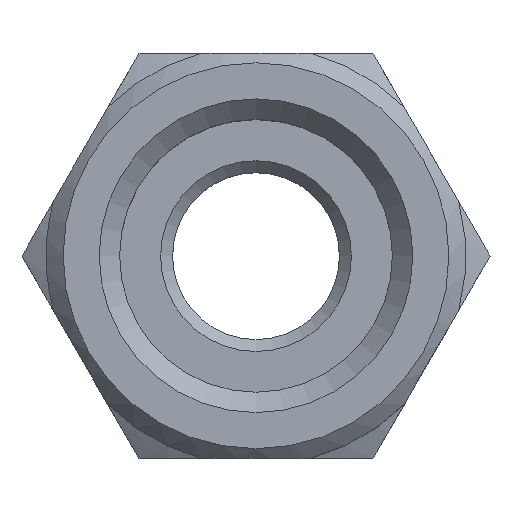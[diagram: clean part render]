
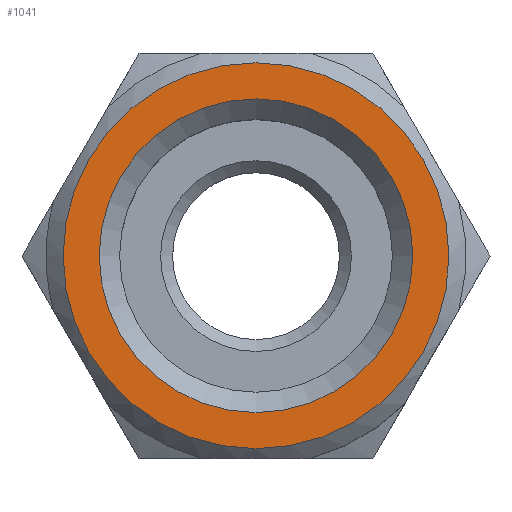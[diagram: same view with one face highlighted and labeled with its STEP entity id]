
A CAD part, top view. The second image highlights one B-rep face of the part: STEP entity #1041.
In plain terms, the highlighted planar face has unit normal (0, 0, 1).
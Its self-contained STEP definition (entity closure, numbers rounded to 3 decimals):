
#125=ORIENTED_EDGE('',*,*,#309,.F.);
#126=ORIENTED_EDGE('',*,*,#310,.T.);
#309=EDGE_CURVE('',#401,#401,#469,.T.);
#310=EDGE_CURVE('',#402,#402,#470,.T.);
#401=VERTEX_POINT('',#1409);
#402=VERTEX_POINT('',#1411);
#469=CIRCLE('',#1100,8.093);
#470=CIRCLE('',#1101,6.579);
#513=EDGE_LOOP('',(#125));
#514=EDGE_LOOP('',(#126));
#591=FACE_BOUND('',#513,.T.);
#592=FACE_BOUND('',#514,.T.);
#668=PLANE('',#1099);
#1041=ADVANCED_FACE('',(#591,#592),#668,.F.);
#1099=AXIS2_PLACEMENT_3D('',#1407,#1199,#1200);
#1100=AXIS2_PLACEMENT_3D('',#1408,#1201,#1202);
#1101=AXIS2_PLACEMENT_3D('',#1410,#1203,#1204);
#1199=DIRECTION('',(0.,0.,-1.));
#1200=DIRECTION('',(-1.,0.,0.));
#1201=DIRECTION('',(0.,0.,-1.));
#1202=DIRECTION('',(-1.,0.,0.));
#1203=DIRECTION('',(0.,0.,-1.));
#1204=DIRECTION('',(-1.,0.,0.));
#1407=CARTESIAN_POINT('',(0.,0.,0.));
#1408=CARTESIAN_POINT('',(0.,0.,0.));
#1409=CARTESIAN_POINT('',(-8.093,0.,0.));
#1410=CARTESIAN_POINT('',(0.,0.,0.));
#1411=CARTESIAN_POINT('',(-6.579,0.,0.));
